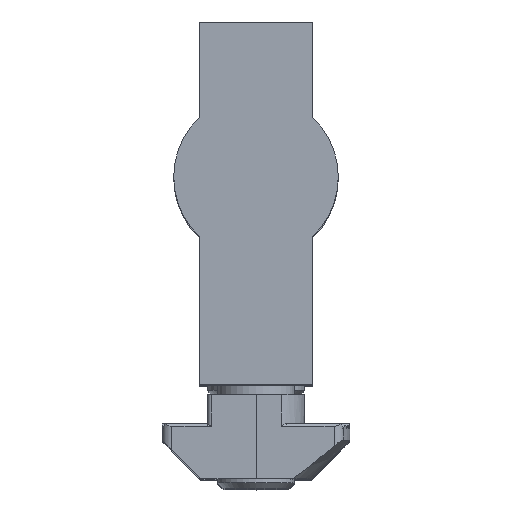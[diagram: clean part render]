
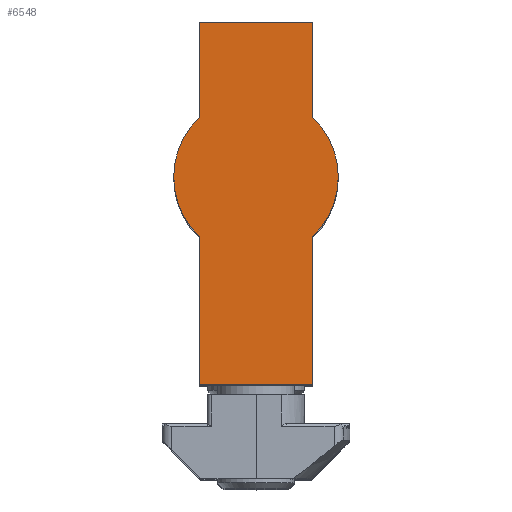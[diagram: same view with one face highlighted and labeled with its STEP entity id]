
A CAD part, top view. The second image highlights one B-rep face of the part: STEP entity #6548.
In plain terms, the highlighted planar face has unit normal (0, 0, 1).
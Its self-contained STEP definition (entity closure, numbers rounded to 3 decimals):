
#6307=DIRECTION('',(0.,-1.,0.));
#6308=VECTOR('',#6307,9.833);
#6309=CARTESIAN_POINT('',(-5.85,16.,1.4));
#6310=LINE('',#6309,#6308);
#6314=DIRECTION('',(-1.,0.,0.));
#6315=VECTOR('',#6314,11.7);
#6316=CARTESIAN_POINT('',(5.85,16.,1.4));
#6317=LINE('',#6316,#6315);
#6321=DIRECTION('',(0.,1.,0.));
#6322=VECTOR('',#6321,9.833);
#6323=CARTESIAN_POINT('',(5.85,6.167,1.4));
#6324=LINE('',#6323,#6322);
#6328=CARTESIAN_POINT('',(0.,0.,1.4));
#6329=DIRECTION('',(0.,0.,1.));
#6330=DIRECTION('',(0.688,-0.725,0.));
#6331=AXIS2_PLACEMENT_3D('',#6328,#6329,#6330);
#6336=DIRECTION('',(0.,1.,0.));
#6337=VECTOR('',#6336,15.333);
#6338=CARTESIAN_POINT('',(5.85,-21.5,1.4));
#6339=LINE('',#6338,#6337);
#6343=DIRECTION('',(1.,0.,0.));
#6344=VECTOR('',#6343,11.7);
#6345=CARTESIAN_POINT('',(-5.85,-21.5,1.4));
#6346=LINE('',#6345,#6344);
#6350=DIRECTION('',(0.,-1.,0.));
#6351=VECTOR('',#6350,15.333);
#6352=CARTESIAN_POINT('',(-5.85,-6.167,1.4));
#6353=LINE('',#6352,#6351);
#6357=CARTESIAN_POINT('',(0.,0.,1.4));
#6358=DIRECTION('',(0.,0.,1.));
#6359=DIRECTION('',(-0.688,0.725,0.));
#6360=AXIS2_PLACEMENT_3D('',#6357,#6358,#6359);
#6381=CARTESIAN_POINT('',(-5.85,16.,1.4));
#6382=CARTESIAN_POINT('',(-5.85,6.167,1.4));
#6383=VERTEX_POINT('',#6381);
#6384=VERTEX_POINT('',#6382);
#6385=CARTESIAN_POINT('',(-5.85,-6.167,1.4));
#6386=VERTEX_POINT('',#6385);
#6387=CARTESIAN_POINT('',(-5.85,-21.5,1.4));
#6388=VERTEX_POINT('',#6387);
#6389=CARTESIAN_POINT('',(5.85,-21.5,1.4));
#6390=VERTEX_POINT('',#6389);
#6391=CARTESIAN_POINT('',(5.85,-6.167,1.4));
#6392=VERTEX_POINT('',#6391);
#6393=CARTESIAN_POINT('',(5.85,6.167,1.4));
#6394=VERTEX_POINT('',#6393);
#6395=CARTESIAN_POINT('',(5.85,16.,1.4));
#6396=VERTEX_POINT('',#6395);
#6533=CARTESIAN_POINT('',(0.,0.,1.4));
#6534=DIRECTION('',(0.,0.,1.));
#6535=DIRECTION('',(1.,0.,0.));
#6536=AXIS2_PLACEMENT_3D('',#6533,#6534,#6535);
#6537=PLANE('',#6536);
#6538=ORIENTED_EDGE('',*,*,#6429,.F.);
#6539=ORIENTED_EDGE('',*,*,#6444,.F.);
#6540=ORIENTED_EDGE('',*,*,#6458,.F.);
#6541=ORIENTED_EDGE('',*,*,#6472,.F.);
#6542=ORIENTED_EDGE('',*,*,#6486,.F.);
#6543=ORIENTED_EDGE('',*,*,#6500,.F.);
#6544=ORIENTED_EDGE('',*,*,#6514,.F.);
#6545=ORIENTED_EDGE('',*,*,#6527,.F.);
#6546=EDGE_LOOP('',(#6538,#6539,#6540,#6541,#6542,#6543,#6544,#6545));
#6547=FACE_OUTER_BOUND('',#6546,.F.);
#6332=CIRCLE('',#6331,8.5);
#6361=CIRCLE('',#6360,8.5);
#6429=EDGE_CURVE('',#6383,#6384,#6310,.T.);
#6444=EDGE_CURVE('',#6396,#6383,#6317,.T.);
#6458=EDGE_CURVE('',#6394,#6396,#6324,.T.);
#6472=EDGE_CURVE('',#6392,#6394,#6332,.T.);
#6486=EDGE_CURVE('',#6390,#6392,#6339,.T.);
#6500=EDGE_CURVE('',#6388,#6390,#6346,.T.);
#6514=EDGE_CURVE('',#6386,#6388,#6353,.T.);
#6527=EDGE_CURVE('',#6384,#6386,#6361,.T.);
#6548=ADVANCED_FACE('',(#6547),#6537,.T.);
